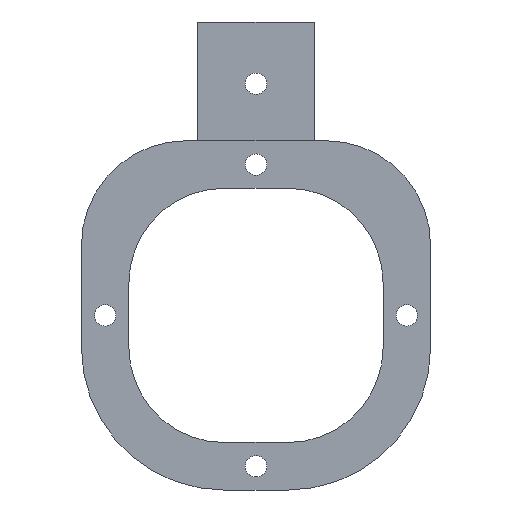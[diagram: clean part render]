
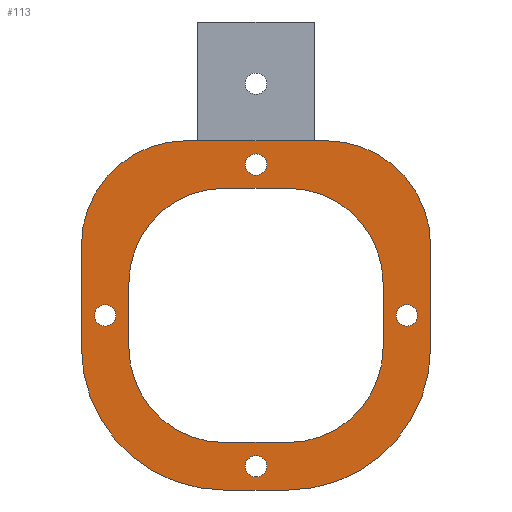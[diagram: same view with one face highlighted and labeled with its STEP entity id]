
A CAD part, front view. The second image highlights one B-rep face of the part: STEP entity #113.
In plain terms, the highlighted planar face has unit normal (0, -1, 0).
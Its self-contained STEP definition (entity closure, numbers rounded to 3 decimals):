
#62=FACE_BOUND('',#183,.T.);
#63=FACE_BOUND('',#184,.T.);
#64=FACE_BOUND('',#185,.T.);
#65=FACE_BOUND('',#186,.T.);
#66=FACE_BOUND('',#187,.T.);
#67=FACE_BOUND('',#188,.T.);
#94=CIRCLE('',#585,2.25);
#95=CIRCLE('',#586,2.25);
#96=CIRCLE('',#587,2.25);
#97=CIRCLE('',#588,2.25);
#98=CIRCLE('',#589,20.);
#99=CIRCLE('',#590,20.);
#100=CIRCLE('',#591,20.);
#101=CIRCLE('',#592,20.);
#102=CIRCLE('',#593,30.);
#103=CIRCLE('',#594,30.);
#104=CIRCLE('',#595,22.);
#105=CIRCLE('',#596,22.);
#113=ADVANCED_FACE('',(#62,#63,#64,#65,#66,#67),#142,.T.);
#142=PLANE('',#597);
#183=EDGE_LOOP('',(#255));
#184=EDGE_LOOP('',(#256));
#185=EDGE_LOOP('',(#257));
#186=EDGE_LOOP('',(#258));
#187=EDGE_LOOP('',(#259,#260,#261,#262,#263,#264,#265,#266));
#188=EDGE_LOOP('',(#267,#268,#269,#270,#271,#272,#273,#274));
#255=ORIENTED_EDGE('',*,*,#441,.F.);
#256=ORIENTED_EDGE('',*,*,#442,.F.);
#257=ORIENTED_EDGE('',*,*,#443,.T.);
#258=ORIENTED_EDGE('',*,*,#444,.T.);
#259=ORIENTED_EDGE('',*,*,#445,.F.);
#260=ORIENTED_EDGE('',*,*,#446,.T.);
#261=ORIENTED_EDGE('',*,*,#447,.F.);
#262=ORIENTED_EDGE('',*,*,#448,.T.);
#263=ORIENTED_EDGE('',*,*,#449,.F.);
#264=ORIENTED_EDGE('',*,*,#450,.T.);
#265=ORIENTED_EDGE('',*,*,#451,.F.);
#266=ORIENTED_EDGE('',*,*,#452,.T.);
#267=ORIENTED_EDGE('',*,*,#415,.T.);
#268=ORIENTED_EDGE('',*,*,#453,.T.);
#269=ORIENTED_EDGE('',*,*,#417,.T.);
#270=ORIENTED_EDGE('',*,*,#454,.T.);
#271=ORIENTED_EDGE('',*,*,#421,.T.);
#272=ORIENTED_EDGE('',*,*,#455,.T.);
#273=ORIENTED_EDGE('',*,*,#409,.T.);
#274=ORIENTED_EDGE('',*,*,#456,.T.);
#359=VERTEX_POINT('',#781);
#360=VERTEX_POINT('',#782);
#365=VERTEX_POINT('',#793);
#366=VERTEX_POINT('',#795);
#367=VERTEX_POINT('',#799);
#368=VERTEX_POINT('',#800);
#371=VERTEX_POINT('',#808);
#372=VERTEX_POINT('',#809);
#387=VERTEX_POINT('',#846);
#388=VERTEX_POINT('',#848);
#389=VERTEX_POINT('',#850);
#390=VERTEX_POINT('',#852);
#391=VERTEX_POINT('',#854);
#392=VERTEX_POINT('',#855);
#393=VERTEX_POINT('',#857);
#394=VERTEX_POINT('',#859);
#395=VERTEX_POINT('',#861);
#396=VERTEX_POINT('',#863);
#397=VERTEX_POINT('',#865);
#398=VERTEX_POINT('',#867);
#409=EDGE_CURVE('',#359,#360,#479,.T.);
#415=EDGE_CURVE('',#366,#365,#485,.T.);
#417=EDGE_CURVE('',#367,#368,#487,.T.);
#421=EDGE_CURVE('',#371,#372,#491,.T.);
#441=EDGE_CURVE('',#387,#387,#94,.T.);
#442=EDGE_CURVE('',#388,#388,#95,.T.);
#443=EDGE_CURVE('',#389,#389,#96,.T.);
#444=EDGE_CURVE('',#390,#390,#97,.T.);
#445=EDGE_CURVE('',#391,#392,#499,.T.);
#446=EDGE_CURVE('',#391,#393,#98,.T.);
#447=EDGE_CURVE('',#394,#393,#500,.T.);
#448=EDGE_CURVE('',#394,#395,#99,.T.);
#449=EDGE_CURVE('',#396,#395,#501,.T.);
#450=EDGE_CURVE('',#396,#397,#100,.T.);
#451=EDGE_CURVE('',#398,#397,#502,.T.);
#452=EDGE_CURVE('',#398,#392,#101,.T.);
#453=EDGE_CURVE('',#365,#367,#102,.T.);
#454=EDGE_CURVE('',#368,#371,#103,.T.);
#455=EDGE_CURVE('',#372,#359,#104,.T.);
#456=EDGE_CURVE('',#360,#366,#105,.T.);
#479=LINE('',#780,#523);
#485=LINE('',#794,#529);
#487=LINE('',#798,#531);
#491=LINE('',#807,#535);
#499=LINE('',#853,#543);
#500=LINE('',#858,#544);
#501=LINE('',#862,#545);
#502=LINE('',#866,#546);
#523=VECTOR('',#625,1.);
#529=VECTOR('',#633,1.);
#531=VECTOR('',#637,1.);
#535=VECTOR('',#643,1.);
#543=VECTOR('',#687,1.);
#544=VECTOR('',#690,1.);
#545=VECTOR('',#693,1.);
#546=VECTOR('',#696,1.);
#585=AXIS2_PLACEMENT_3D('',#845,#679,#680);
#586=AXIS2_PLACEMENT_3D('',#847,#681,#682);
#587=AXIS2_PLACEMENT_3D('',#849,#683,#684);
#588=AXIS2_PLACEMENT_3D('',#851,#685,#686);
#589=AXIS2_PLACEMENT_3D('',#856,#688,#689);
#590=AXIS2_PLACEMENT_3D('',#860,#691,#692);
#591=AXIS2_PLACEMENT_3D('',#864,#694,#695);
#592=AXIS2_PLACEMENT_3D('',#868,#697,#698);
#593=AXIS2_PLACEMENT_3D('',#869,#699,#700);
#594=AXIS2_PLACEMENT_3D('',#870,#701,#702);
#595=AXIS2_PLACEMENT_3D('',#871,#703,#704);
#596=AXIS2_PLACEMENT_3D('',#872,#705,#706);
#597=AXIS2_PLACEMENT_3D('',#873,#707,#708);
#625=DIRECTION('',(-1.,0.,0.));
#633=DIRECTION('',(0.,0.,-1.));
#637=DIRECTION('',(1.,0.,0.));
#643=DIRECTION('',(0.,0.,1.));
#679=DIRECTION('',(0.,-1.,0.));
#680=DIRECTION('',(0.,0.,1.));
#681=DIRECTION('',(0.,-1.,0.));
#682=DIRECTION('',(0.,0.,1.));
#683=DIRECTION('',(0.,1.,0.));
#684=DIRECTION('',(0.,0.,1.));
#685=DIRECTION('',(0.,1.,0.));
#686=DIRECTION('',(0.,0.,1.));
#687=DIRECTION('',(-1.,0.,0.));
#688=DIRECTION('',(0.,1.,0.));
#689=DIRECTION('',(0.,0.,-1.));
#690=DIRECTION('',(0.,0.,1.));
#691=DIRECTION('',(0.,1.,0.));
#692=DIRECTION('',(0.,0.,-1.));
#693=DIRECTION('',(1.,0.,0.));
#694=DIRECTION('',(0.,1.,0.));
#695=DIRECTION('',(0.,0.,-1.));
#696=DIRECTION('',(0.,0.,-1.));
#697=DIRECTION('',(0.,1.,0.));
#698=DIRECTION('',(0.,0.,-1.));
#699=DIRECTION('',(0.,-1.,0.));
#700=DIRECTION('',(0.,0.,-1.));
#701=DIRECTION('',(0.,-1.,0.));
#702=DIRECTION('',(0.,0.,-1.));
#703=DIRECTION('',(0.,-1.,0.));
#704=DIRECTION('',(0.,0.,-1.));
#705=DIRECTION('',(0.,-1.,0.));
#706=DIRECTION('',(0.,0.,-1.));
#707=DIRECTION('',(0.,-1.,0.));
#708=DIRECTION('',(0.,0.,-1.));
#780=CARTESIAN_POINT('',(65.5,0.,65.5));
#781=CARTESIAN_POINT('',(43.5,0.,65.5));
#782=CARTESIAN_POINT('',(14.,0.,65.5));
#793=CARTESIAN_POINT('',(-8.,0.,22.));
#794=CARTESIAN_POINT('',(-8.,0.,65.5));
#795=CARTESIAN_POINT('',(-8.,0.,43.5));
#798=CARTESIAN_POINT('',(-8.,0.,-8.));
#799=CARTESIAN_POINT('',(22.,0.,-8.));
#800=CARTESIAN_POINT('',(35.5,0.,-8.));
#807=CARTESIAN_POINT('',(65.5,0.,-8.));
#808=CARTESIAN_POINT('',(65.5,0.,22.));
#809=CARTESIAN_POINT('',(65.5,0.,43.5));
#845=CARTESIAN_POINT('',(28.75,0.,-3.));
#846=CARTESIAN_POINT('',(28.75,0.,-0.75));
#847=CARTESIAN_POINT('',(28.75,0.,60.5));
#848=CARTESIAN_POINT('',(28.75,0.,62.75));
#849=CARTESIAN_POINT('',(60.5,0.,28.75));
#850=CARTESIAN_POINT('',(60.5,0.,31.));
#851=CARTESIAN_POINT('',(-3.,0.,28.75));
#852=CARTESIAN_POINT('',(-3.,0.,31.));
#853=CARTESIAN_POINT('',(55.5,0.,55.5));
#854=CARTESIAN_POINT('',(35.5,0.,55.5));
#855=CARTESIAN_POINT('',(22.,0.,55.5));
#856=CARTESIAN_POINT('',(35.5,0.,35.5));
#857=CARTESIAN_POINT('',(55.5,0.,35.5));
#858=CARTESIAN_POINT('',(55.5,0.,2.));
#859=CARTESIAN_POINT('',(55.5,0.,22.));
#860=CARTESIAN_POINT('',(35.5,0.,22.));
#861=CARTESIAN_POINT('',(35.5,0.,2.));
#862=CARTESIAN_POINT('',(2.,0.,2.));
#863=CARTESIAN_POINT('',(22.,0.,2.));
#864=CARTESIAN_POINT('',(22.,0.,22.));
#865=CARTESIAN_POINT('',(2.,0.,22.));
#866=CARTESIAN_POINT('',(2.,0.,55.5));
#867=CARTESIAN_POINT('',(2.,0.,35.5));
#868=CARTESIAN_POINT('',(22.,0.,35.5));
#869=CARTESIAN_POINT('',(22.,0.,22.));
#870=CARTESIAN_POINT('',(35.5,0.,22.));
#871=CARTESIAN_POINT('',(43.5,0.,43.5));
#872=CARTESIAN_POINT('',(14.,0.,43.5));
#873=CARTESIAN_POINT('',(0.,0.,0.));
